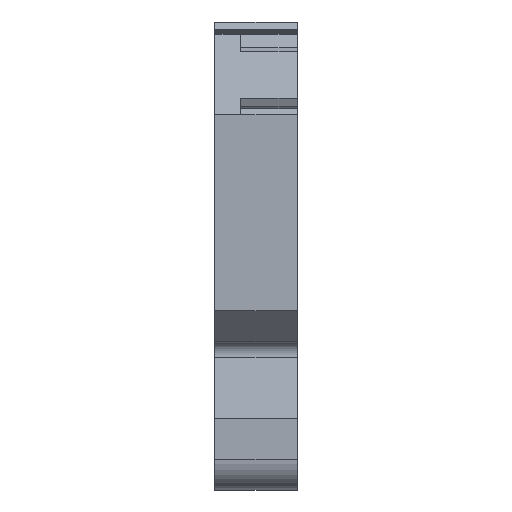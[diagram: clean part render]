
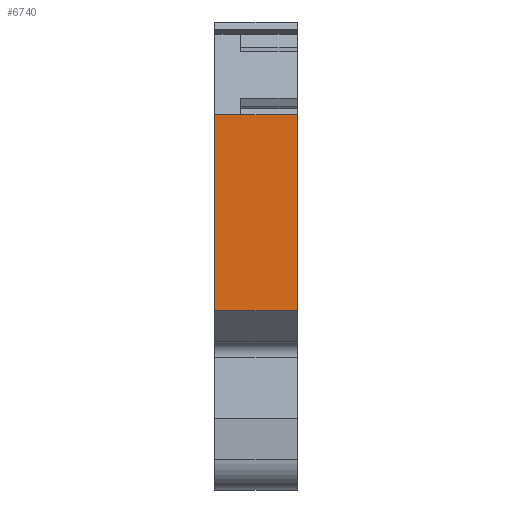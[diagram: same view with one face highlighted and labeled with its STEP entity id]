
A CAD part, left-side view. The second image highlights one B-rep face of the part: STEP entity #6740.
In plain terms, the highlighted planar face has unit normal (-1, 0, 0).
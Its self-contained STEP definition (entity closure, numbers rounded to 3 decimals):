
#29 = PLANE ( 'NONE',  #4263 ) ;
#72 = ORIENTED_EDGE ( 'NONE', *, *, #3825, .F. ) ;
#298 = CARTESIAN_POINT ( 'NONE',  ( 241.258, 45.026, 9.4 ) ) ;
#505 = EDGE_CURVE ( 'NONE', #8310, #7099, #1059, .T. ) ;
#551 = DIRECTION ( 'NONE',  ( 0., 1., 0. ) ) ;
#1059 = LINE ( 'NONE', #6325, #6743 ) ;
#1474 = VECTOR ( 'NONE', #9736, 1000. ) ;
#1683 = DIRECTION ( 'NONE',  ( 0., 0., -1. ) ) ;
#1764 = CARTESIAN_POINT ( 'NONE',  ( 241.258, 45.026, 28.4 ) ) ;
#1852 = EDGE_LOOP ( 'NONE', ( #3823, #6609, #9430, #72 ) ) ;
#3092 = LINE ( 'NONE', #6470, #5161 ) ;
#3150 = CARTESIAN_POINT ( 'NONE',  ( 241.258, 53.026, 9.4 ) ) ;
#3189 = CARTESIAN_POINT ( 'NONE',  ( 241.258, 53.026, 9.4 ) ) ;
#3480 = VERTEX_POINT ( 'NONE', #3189 ) ;
#3576 = CARTESIAN_POINT ( 'NONE',  ( 241.258, 53.026, 14.7 ) ) ;
#3823 = ORIENTED_EDGE ( 'NONE', *, *, #505, .F. ) ;
#3825 = EDGE_CURVE ( 'NONE', #7099, #3480, #3092, .T. ) ;
#3904 = VERTEX_POINT ( 'NONE', #8870 ) ;
#3928 = DIRECTION ( 'NONE',  ( 0., -1., 0. ) ) ;
#4263 = AXIS2_PLACEMENT_3D ( 'NONE', #3150, #8561, #3928 ) ;
#4858 = EDGE_CURVE ( 'NONE', #3480, #3904, #7668, .T. ) ;
#4923 = DIRECTION ( 'NONE',  ( 0., 1., 0. ) ) ;
#5161 = VECTOR ( 'NONE', #4923, 1000. ) ;
#6325 = CARTESIAN_POINT ( 'NONE',  ( 241.258, 45.026, -8. ) ) ;
#6470 = CARTESIAN_POINT ( 'NONE',  ( 241.258, 49.026, 9.4 ) ) ;
#6508 = EDGE_CURVE ( 'NONE', #8310, #3904, #7390, .T. ) ;
#6609 = ORIENTED_EDGE ( 'NONE', *, *, #6508, .T. ) ;
#6740 = ADVANCED_FACE ( 'NONE', ( #6769 ), #29, .T. ) ;
#6743 = VECTOR ( 'NONE', #1683, 1000. ) ;
#6769 = FACE_OUTER_BOUND ( 'NONE', #1852, .T. ) ;
#7099 = VERTEX_POINT ( 'NONE', #298 ) ;
#7390 = LINE ( 'NONE', #9815, #8940 ) ;
#7668 = LINE ( 'NONE', #3576, #1474 ) ;
#8310 = VERTEX_POINT ( 'NONE', #1764 ) ;
#8561 = DIRECTION ( 'NONE',  ( -1., 0., 0. ) ) ;
#8870 = CARTESIAN_POINT ( 'NONE',  ( 241.258, 53.026, 28.4 ) ) ;
#8940 = VECTOR ( 'NONE', #551, 1000. ) ;
#9430 = ORIENTED_EDGE ( 'NONE', *, *, #4858, .F. ) ;
#9736 = DIRECTION ( 'NONE',  ( 0., 0., 1. ) ) ;
#9815 = CARTESIAN_POINT ( 'NONE',  ( 241.258, 49.026, 28.4 ) ) ;
